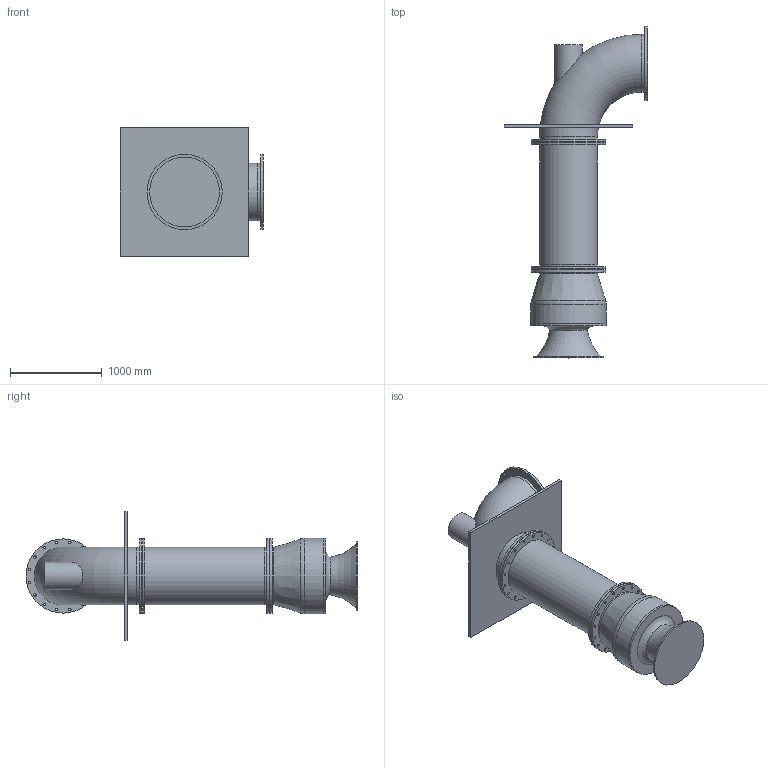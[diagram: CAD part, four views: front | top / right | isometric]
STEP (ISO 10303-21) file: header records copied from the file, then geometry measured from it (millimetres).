
FILE_DESCRIPTION(/* description */ (''),/* implementation_level */ '2;1');
FILE_NAME(/* name */ '',/* time_stamp */ '2023-04-18T19:14:59+09:00',/* author */ (''),/* organization */ (''),/* preprocessor_version */ 'ST-DEVELOPER v19.2',/* originating_system */ 'Autodesk Translation Framework v12.4.0.73',/* authorisation */ '');
FILE_SCHEMA (('AUTOMOTIVE_DESIGN { 1 0 10303 214 3 1 1 }'));
Length unit declared in the file: millimetre
Products named in the file (5): 斜流ポンプ_600; 600x50L水協 v1; 600x50L水協 v1 (1); 600x50L水協 v1 (2); 600水協曲管 v1
Assembly tree (4 placements, depth 2):
  斜流ポンプ_600
    600x50L水協 v1
    600x50L水協 v1 (1)
    600x50L水協 v1 (2)
    600水協曲管 v1
Bounding box: 1562 x 3621.51 x 1400 mm (x, y, z)
Volume: 550879388.8 mm3; surface area: 21058176.4 mm2
Topology: 3 solids, 3 shells, 144 faces, 353 edges, 237 vertices
Faces by surface type: cylinder 104, plane 32, torus 7, cone 1
Full cylindrical faces by diameter (mm): 27 x80, 300 x2, 600 x4, 630.8 x5, 676 x4, 680 x1, 760.528 x1, 810 x5, 821.764 x2
Entity records: 5509 total; most frequent: CARTESIAN_POINT 1416, DIRECTION 871, ORIENTED_EDGE 706, AXIS2_PLACEMENT_3D 377, EDGE_CURVE 353, EDGE_LOOP 328, VERTEX_POINT 237, CIRCLE 224
